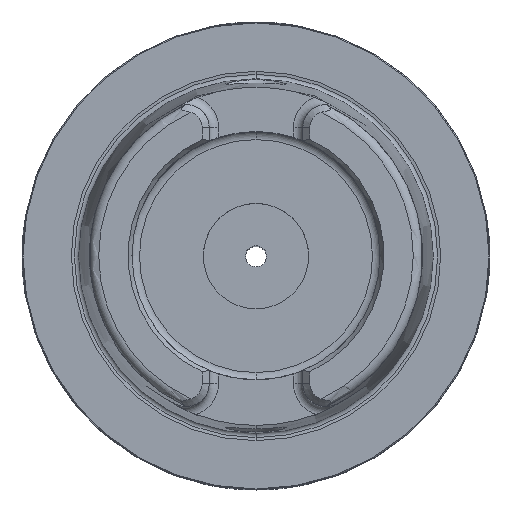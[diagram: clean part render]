
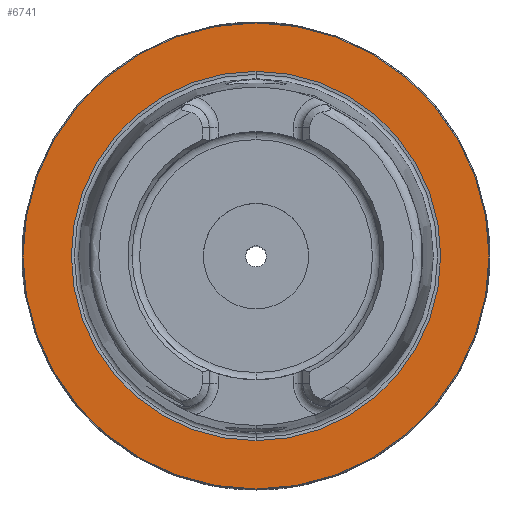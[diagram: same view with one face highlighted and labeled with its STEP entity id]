
A CAD part, top view. The second image highlights one B-rep face of the part: STEP entity #6741.
In plain terms, the highlighted planar face has unit normal (0, 0, 1).
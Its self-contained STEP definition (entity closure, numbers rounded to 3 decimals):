
#2726=CARTESIAN_POINT('',(0.,0.,0.));
#2727=DIRECTION('',(0.,0.,-1.));
#2728=DIRECTION('',(0.,-1.,0.));
#2729=AXIS2_PLACEMENT_3D('',#2726,#2727,#2728);
#2748=CARTESIAN_POINT('',(0.,0.,0.));
#2749=DIRECTION('',(0.,0.,1.));
#2750=DIRECTION('',(0.,-1.,0.));
#2751=AXIS2_PLACEMENT_3D('',#2748,#2749,#2750);
#2756=CARTESIAN_POINT('',(0.,0.,0.));
#2757=DIRECTION('',(0.,0.,1.));
#2758=DIRECTION('',(0.,-1.,0.));
#2759=AXIS2_PLACEMENT_3D('',#2756,#2757,#2758);
#2772=CARTESIAN_POINT('',(0.,0.,0.));
#2773=DIRECTION('',(0.,0.,-1.));
#2774=DIRECTION('',(0.,-1.,0.));
#2775=AXIS2_PLACEMENT_3D('',#2772,#2773,#2774);
#4782=CARTESIAN_POINT('',(0.,-39.464,0.));
#4784=VERTEX_POINT('',#4782);
#4794=CARTESIAN_POINT('',(0.,39.464,0.));
#4796=VERTEX_POINT('',#4794);
#5044=CARTESIAN_POINT('',(0.,-49.8,0.));
#5045=CARTESIAN_POINT('',(0.,49.8,0.));
#5046=VERTEX_POINT('',#5044);
#5047=VERTEX_POINT('',#5045);
#6726=CARTESIAN_POINT('',(0.,0.,0.));
#6727=DIRECTION('',(0.,0.,-1.));
#6728=DIRECTION('',(0.,1.,0.));
#6729=AXIS2_PLACEMENT_3D('',#6726,#6727,#6728);
#6730=PLANE('',#6729);
#6732=ORIENTED_EDGE('',*,*,#6731,.F.);
#6734=ORIENTED_EDGE('',*,*,#6733,.T.);
#6735=EDGE_LOOP('',(#6732,#6734));
#6736=FACE_OUTER_BOUND('',#6735,.F.);
#6737=ORIENTED_EDGE('',*,*,#6705,.F.);
#6738=ORIENTED_EDGE('',*,*,#6721,.T.);
#6739=EDGE_LOOP('',(#6737,#6738));
#6740=FACE_BOUND('',#6739,.F.);
#2730=CIRCLE('',#2729,39.464);
#2752=CIRCLE('',#2751,39.464);
#2760=CIRCLE('',#2759,49.8);
#2776=CIRCLE('',#2775,49.8);
#6705=EDGE_CURVE('',#4784,#4796,#2730,.T.);
#6721=EDGE_CURVE('',#4784,#4796,#2752,.T.);
#6731=EDGE_CURVE('',#5046,#5047,#2760,.T.);
#6733=EDGE_CURVE('',#5046,#5047,#2776,.T.);
#6741=ADVANCED_FACE('',(#6736,#6740),#6730,.F.);
